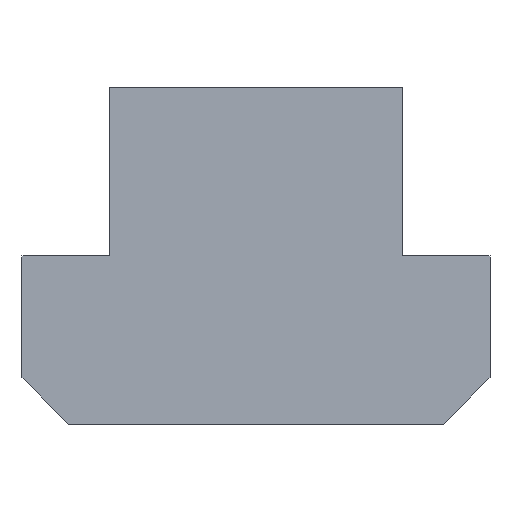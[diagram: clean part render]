
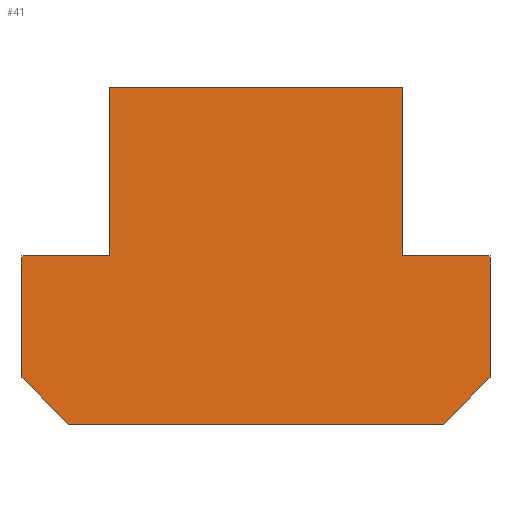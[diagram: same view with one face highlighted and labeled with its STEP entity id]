
A CAD part, front view. The second image highlights one B-rep face of the part: STEP entity #41.
In plain terms, the highlighted planar face has unit normal (0.707, -0.707, 0).
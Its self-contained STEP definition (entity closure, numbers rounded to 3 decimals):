
#41=ADVANCED_FACE('',(#91),#92,.F.);
#91=FACE_OUTER_BOUND('',#149,.T.);
#92=PLANE('',#150);
#149=EDGE_LOOP('',(#201,#202,#203,#204,#205,#206,#207,#208,#209,#210));
#150=AXIS2_PLACEMENT_3D('',#211,#212,#213);
#201=ORIENTED_EDGE('',*,*,#352,.F.);
#202=ORIENTED_EDGE('',*,*,#353,.F.);
#203=ORIENTED_EDGE('',*,*,#354,.F.);
#204=ORIENTED_EDGE('',*,*,#355,.F.);
#205=ORIENTED_EDGE('',*,*,#356,.F.);
#206=ORIENTED_EDGE('',*,*,#357,.F.);
#207=ORIENTED_EDGE('',*,*,#358,.F.);
#208=ORIENTED_EDGE('',*,*,#359,.F.);
#209=ORIENTED_EDGE('',*,*,#360,.F.);
#210=ORIENTED_EDGE('',*,*,#361,.F.);
#211=CARTESIAN_POINT('',(-12.5,-23.531,-9.0));
#212=DIRECTION('',(-0.707,0.707,0.0));
#213=DIRECTION('',(0.0,0.0,1.0));
#352=EDGE_CURVE('',#412,#413,#414,.T.);
#353=EDGE_CURVE('',#415,#412,#416,.T.);
#354=EDGE_CURVE('',#417,#415,#418,.T.);
#355=EDGE_CURVE('',#419,#417,#420,.T.);
#356=EDGE_CURVE('',#421,#419,#422,.T.);
#357=EDGE_CURVE('',#423,#421,#424,.T.);
#358=EDGE_CURVE('',#425,#423,#426,.T.);
#359=EDGE_CURVE('',#427,#425,#428,.T.);
#360=EDGE_CURVE('',#429,#427,#430,.T.);
#361=EDGE_CURVE('',#413,#429,#431,.T.);
#412=VERTEX_POINT('',#501);
#413=VERTEX_POINT('',#502);
#414=LINE('',#503,#504);
#415=VERTEX_POINT('',#505);
#416=LINE('',#506,#507);
#417=VERTEX_POINT('',#508);
#418=LINE('',#509,#510);
#419=VERTEX_POINT('',#511);
#420=LINE('',#512,#513);
#421=VERTEX_POINT('',#514);
#422=LINE('',#515,#516);
#423=VERTEX_POINT('',#517);
#424=LINE('',#518,#519);
#425=VERTEX_POINT('',#520);
#426=LINE('',#521,#522);
#427=VERTEX_POINT('',#523);
#428=LINE('',#524,#525);
#429=VERTEX_POINT('',#526);
#430=LINE('',#527,#528);
#431=LINE('',#529,#530);
#501=CARTESIAN_POINT('',(-12.5,-23.531,0.));
#502=CARTESIAN_POINT('',(-7.8,-18.831,0.));
#503=CARTESIAN_POINT('',(-6.617,-17.648,0.));
#504=VECTOR('',#623,1.0);
#505=CARTESIAN_POINT('',(-12.5,-23.531,-6.5));
#506=CARTESIAN_POINT('',(-12.5,-23.531,-7.75));
#507=VECTOR('',#624,1.0);
#508=CARTESIAN_POINT('',(-10.,-21.031,-9.));
#509=CARTESIAN_POINT('',(-7.328,-18.359,-11.672));
#510=VECTOR('',#625,1.0);
#511=CARTESIAN_POINT('',(10.,-1.031,-9.));
#512=CARTESIAN_POINT('',(-0.992,-12.023,-9.));
#513=VECTOR('',#626,1.0);
#514=CARTESIAN_POINT('',(12.5,1.469,-6.5));
#515=CARTESIAN_POINT('',(2.672,-8.359,-16.328));
#516=VECTOR('',#627,1.0);
#517=CARTESIAN_POINT('',(12.5,1.469,0.0));
#518=CARTESIAN_POINT('',(12.5,1.469,-7.75));
#519=VECTOR('',#628,1.0);
#520=CARTESIAN_POINT('',(7.8,-3.231,0.));
#521=CARTESIAN_POINT('',(-0.367,-11.398,0.));
#522=VECTOR('',#629,1.0);
#523=CARTESIAN_POINT('',(7.8,-3.231,9.0));
#524=CARTESIAN_POINT('',(7.8,-3.231,0.0));
#525=VECTOR('',#630,1.0);
#526=CARTESIAN_POINT('',(-7.8,-18.831,9.0));
#527=CARTESIAN_POINT('',(-5.442,-16.473,9.0));
#528=VECTOR('',#631,1.0);
#529=CARTESIAN_POINT('',(-7.8,-18.831,-4.5));
#530=VECTOR('',#632,1.0);
#623=DIRECTION('',(0.707,0.707,0.));
#624=DIRECTION('',(0.0,0.0,1.0));
#625=DIRECTION('',(-0.577,-0.577,0.577));
#626=DIRECTION('',(-0.707,-0.707,0.));
#627=DIRECTION('',(-0.577,-0.577,-0.577));
#628=DIRECTION('',(0.0,0.0,-1.0));
#629=DIRECTION('',(0.707,0.707,0.));
#630=DIRECTION('',(0.0,0.0,-1.0));
#631=DIRECTION('',(0.707,0.707,0.));
#632=DIRECTION('',(0.0,0.0,1.0));
